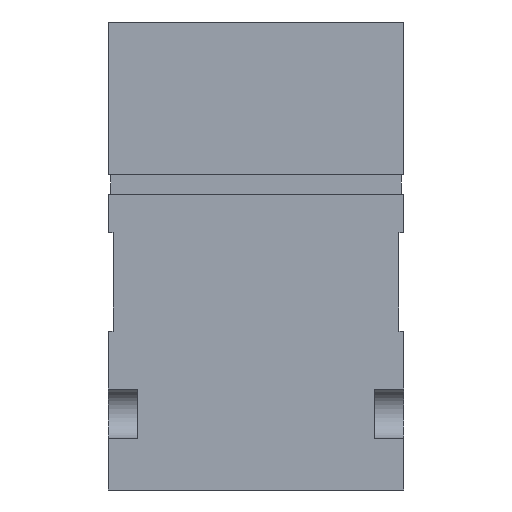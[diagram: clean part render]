
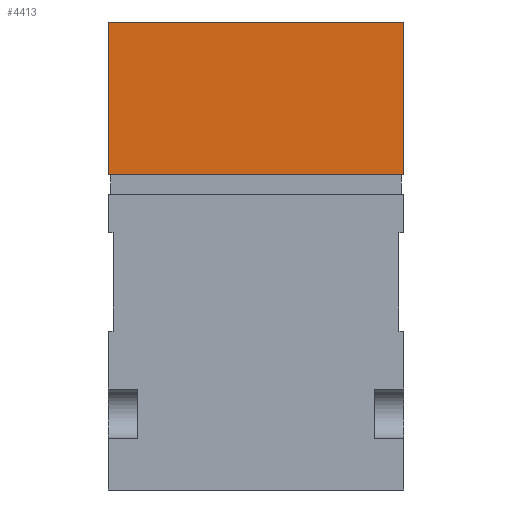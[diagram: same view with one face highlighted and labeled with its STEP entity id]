
A CAD part, front view. The second image highlights one B-rep face of the part: STEP entity #4413.
In plain terms, the highlighted face is planar.
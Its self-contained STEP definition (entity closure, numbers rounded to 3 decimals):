
#25 = DIRECTION ( 'NONE',  ( 0., 0., -1. ) ) ;
#280 = DIRECTION ( 'NONE',  ( 0., 0., -1. ) ) ;
#422 = VECTOR ( 'NONE', #1737, 1000. ) ;
#520 = ORIENTED_EDGE ( 'NONE', *, *, #3068, .F. ) ;
#622 = DIRECTION ( 'NONE',  ( 1., 0., 0. ) ) ;
#684 = EDGE_CURVE ( 'NONE', #3416, #1444, #2679, .T. ) ;
#692 = ORIENTED_EDGE ( 'NONE', *, *, #684, .T. ) ;
#735 = VECTOR ( 'NONE', #1172, 1000. ) ;
#960 = CARTESIAN_POINT ( 'NONE',  ( -37.5, 30., 31. ) ) ;
#1088 = EDGE_CURVE ( 'NONE', #3416, #4072, #3967, .T. ) ;
#1156 = ORIENTED_EDGE ( 'NONE', *, *, #3378, .T. ) ;
#1172 = DIRECTION ( 'NONE',  ( 0., 0., 1. ) ) ;
#1444 = VERTEX_POINT ( 'NONE', #2532 ) ;
#1556 = LINE ( 'NONE', #2238, #735 ) ;
#1680 = DIRECTION ( 'NONE',  ( 0., -1., 0. ) ) ;
#1723 = CARTESIAN_POINT ( 'NONE',  ( -37.5, -30., 31. ) ) ;
#1737 = DIRECTION ( 'NONE',  ( 0., 1., 0. ) ) ;
#2148 = FACE_OUTER_BOUND ( 'NONE', #3621, .T. ) ;
#2238 = CARTESIAN_POINT ( 'NONE',  ( -37.5, -30., 31. ) ) ;
#2292 = VECTOR ( 'NONE', #25, 1000. ) ;
#2438 = CARTESIAN_POINT ( 'NONE',  ( -37.5, 30., 0. ) ) ;
#2532 = CARTESIAN_POINT ( 'NONE',  ( -37.5, 30., 0. ) ) ;
#2555 = LINE ( 'NONE', #2438, #422 ) ;
#2571 = CARTESIAN_POINT ( 'NONE',  ( -37.5, 30., 31. ) ) ;
#2679 = LINE ( 'NONE', #2837, #2292 ) ;
#2764 = AXIS2_PLACEMENT_3D ( 'NONE', #960, #622, #280 ) ;
#2837 = CARTESIAN_POINT ( 'NONE',  ( -37.5, 30., 31. ) ) ;
#2997 = CARTESIAN_POINT ( 'NONE',  ( -37.5, -30., 31. ) ) ;
#3056 = VECTOR ( 'NONE', #1680, 1000. ) ;
#3068 = EDGE_CURVE ( 'NONE', #4325, #1444, #2555, .T. ) ;
#3378 = EDGE_CURVE ( 'NONE', #4325, #4072, #1556, .T. ) ;
#3416 = VERTEX_POINT ( 'NONE', #2571 ) ;
#3621 = EDGE_LOOP ( 'NONE', ( #1156, #4497, #692, #520 ) ) ;
#3725 = PLANE ( 'NONE',  #2764 ) ;
#3967 = LINE ( 'NONE', #2997, #3056 ) ;
#4072 = VERTEX_POINT ( 'NONE', #1723 ) ;
#4317 = CARTESIAN_POINT ( 'NONE',  ( -37.5, -30., 0. ) ) ;
#4325 = VERTEX_POINT ( 'NONE', #4317 ) ;
#4413 = ADVANCED_FACE ( 'NONE', ( #2148 ), #3725, .F. ) ;
#4497 = ORIENTED_EDGE ( 'NONE', *, *, #1088, .F. ) ;
